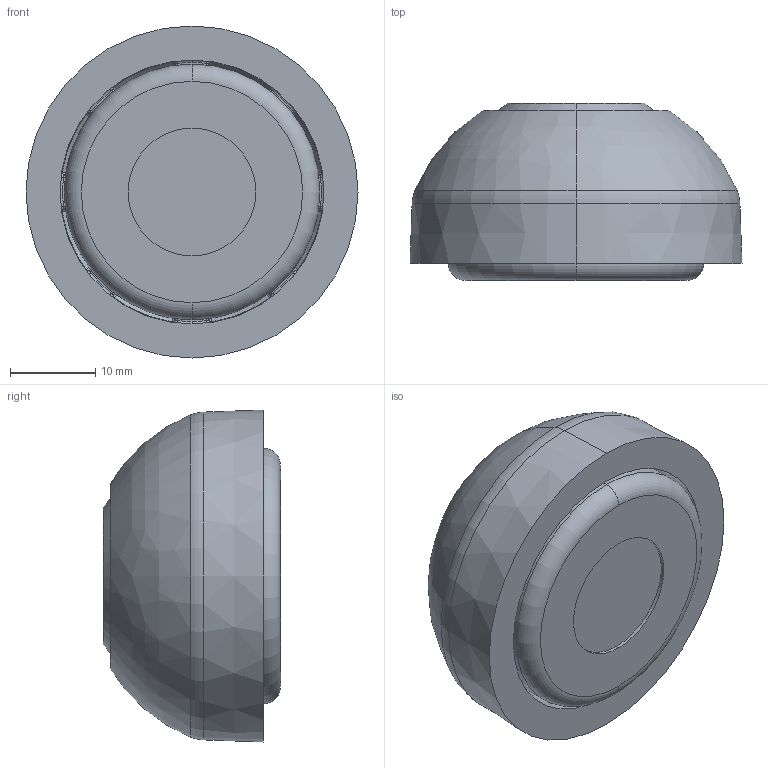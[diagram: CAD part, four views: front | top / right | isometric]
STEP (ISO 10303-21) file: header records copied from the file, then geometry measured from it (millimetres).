
FILE_DESCRIPTION((''),'2;1');
FILE_NAME('12152_PODSTAVEK_40_NOGE','2022-09-19T08:18:26',('PredragRovcanin'),('Audax d.o.o.'),'CREO PARAMETRIC BY PTC INC, 2020281','CREO PARAMETRIC BY PTC INC, 2020281','');
FILE_SCHEMA(('AP242_MANAGED_MODEL_BASED_3D_ENGINEERING_MIM_LF { 1 0 10303 442 1 1 4 }'));
Length unit declared in the file: millimetre
Products named in the file (1): 12152_PODSTAVEK_40_NOGE
Bounding box: 39 x 20.8 x 39 mm (x, y, z)
Volume: 16032 mm3; surface area: 7403.4 mm2
Topology: 1 solids, 1 shells, 343 faces, 839 edges, 466 vertices
Faces by surface type: cylinder 80, bspline 66, torus 64, plane 57, sphere 50, cone 26
Entity records: 16534 total; most frequent: CARTESIAN_POINT 6215, ORIENTED_EDGE 1628, DIRECTION 1515, PRESENTATION_STYLE_ASSIGNMENT 817, STYLED_ITEM 817, CURVE_STYLE 816, EDGE_CURVE 814, AXIS2_PLACEMENT_3D 668
